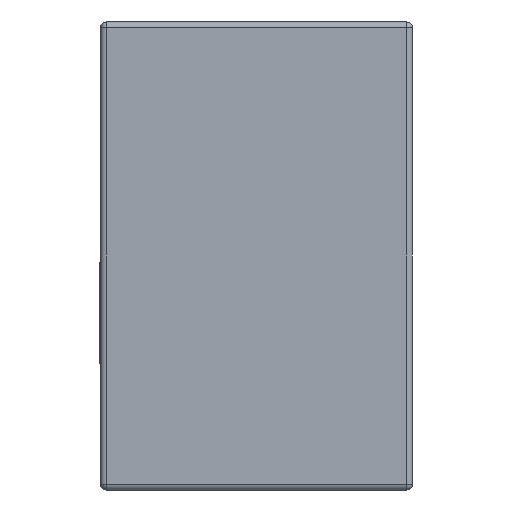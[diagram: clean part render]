
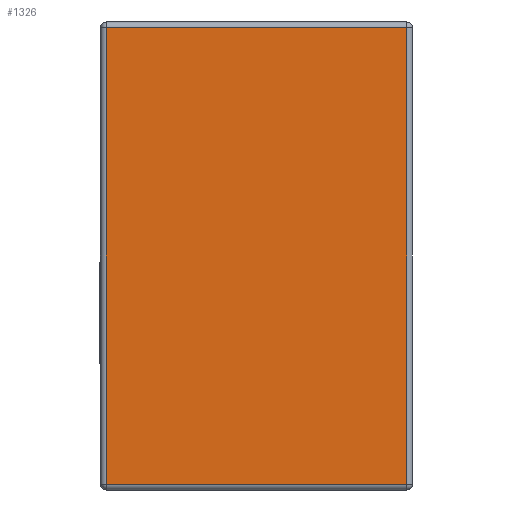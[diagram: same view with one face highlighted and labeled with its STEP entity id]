
A CAD part, left-side view. The second image highlights one B-rep face of the part: STEP entity #1326.
In plain terms, the highlighted planar face has unit normal (-1, 0, 0).
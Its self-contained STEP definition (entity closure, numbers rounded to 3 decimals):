
#6 = CARTESIAN_POINT ( 'NONE',  ( -1., 0.015, -0.585 ) ) ;
#269 = CARTESIAN_POINT ( 'NONE',  ( -1., 0.015, -0.6 ) ) ;
#360 = ORIENTED_EDGE ( 'NONE', *, *, #1963, .T. ) ;
#668 = EDGE_CURVE ( 'NONE', #4367, #2661, #5956, .T. ) ;
#1326 = ADVANCED_FACE ( 'NONE', ( #6611 ), #2435, .F. ) ;
#1392 = VECTOR ( 'NONE', #1645, 1000. ) ;
#1480 = VERTEX_POINT ( 'NONE', #3617 ) ;
#1645 = DIRECTION ( 'NONE',  ( 0., -1., 0. ) ) ;
#1838 = ORIENTED_EDGE ( 'NONE', *, *, #3192, .T. ) ;
#1963 = EDGE_CURVE ( 'NONE', #2661, #1480, #5771, .T. ) ;
#2242 = VECTOR ( 'NONE', #6454, 1000. ) ;
#2372 = AXIS2_PLACEMENT_3D ( 'NONE', #3566, #6169, #5151 ) ;
#2426 = ORIENTED_EDGE ( 'NONE', *, *, #2539, .T. ) ;
#2435 = PLANE ( 'NONE',  #2372 ) ;
#2539 = EDGE_CURVE ( 'NONE', #1480, #2789, #4781, .T. ) ;
#2544 = CARTESIAN_POINT ( 'NONE',  ( -1., 0.785, 0.585 ) ) ;
#2661 = VERTEX_POINT ( 'NONE', #6 ) ;
#2786 = VECTOR ( 'NONE', #6653, 1000. ) ;
#2789 = VERTEX_POINT ( 'NONE', #2544 ) ;
#3191 = ORIENTED_EDGE ( 'NONE', *, *, #668, .T. ) ;
#3192 = EDGE_CURVE ( 'NONE', #2789, #4367, #5567, .T. ) ;
#3333 = CARTESIAN_POINT ( 'NONE',  ( -1., 0.785, -0.585 ) ) ;
#3566 = CARTESIAN_POINT ( 'NONE',  ( -1., 0.8, -0.6 ) ) ;
#3617 = CARTESIAN_POINT ( 'NONE',  ( -1., 0.015, 0.585 ) ) ;
#4367 = VERTEX_POINT ( 'NONE', #3333 ) ;
#4369 = VECTOR ( 'NONE', #5498, 1000. ) ;
#4535 = CARTESIAN_POINT ( 'NONE',  ( -1., 0.8, 0.585 ) ) ;
#4781 = LINE ( 'NONE', #4535, #2786 ) ;
#4931 = CARTESIAN_POINT ( 'NONE',  ( -1., 0.785, -0.6 ) ) ;
#5151 = DIRECTION ( 'NONE',  ( 0., 0., -1. ) ) ;
#5498 = DIRECTION ( 'NONE',  ( 0., 0., 1. ) ) ;
#5567 = LINE ( 'NONE', #4931, #2242 ) ;
#5771 = LINE ( 'NONE', #269, #4369 ) ;
#5877 = CARTESIAN_POINT ( 'NONE',  ( -1., 0.8, -0.585 ) ) ;
#5956 = LINE ( 'NONE', #5877, #1392 ) ;
#6169 = DIRECTION ( 'NONE',  ( 1., 0., 0. ) ) ;
#6454 = DIRECTION ( 'NONE',  ( 0., 0., -1. ) ) ;
#6611 = FACE_OUTER_BOUND ( 'NONE', #6765, .T. ) ;
#6653 = DIRECTION ( 'NONE',  ( 0., 1., 0. ) ) ;
#6765 = EDGE_LOOP ( 'NONE', ( #1838, #3191, #360, #2426 ) ) ;
